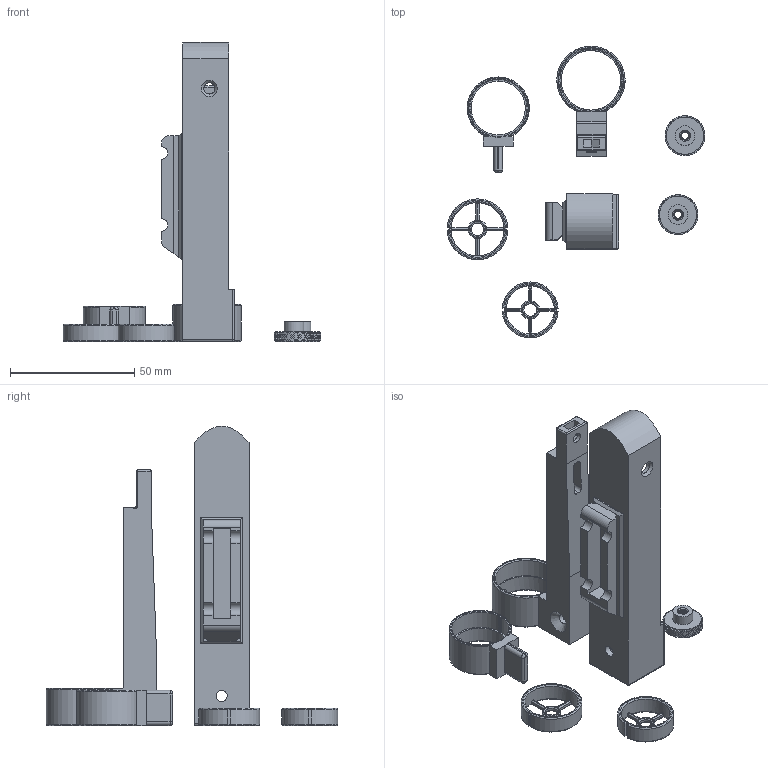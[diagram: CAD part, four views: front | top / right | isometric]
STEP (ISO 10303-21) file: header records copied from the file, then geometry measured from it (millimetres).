
FILE_DESCRIPTION(/* description */ ('STEP AP242','CAx-IF Rec.Pracs.---Representation and Presentation of Product Manufacturing Information (PMI)---4.0---2014-10-13','CAx-IF Rec.Pracs.---3D Tessellated Geometry---0.4---2014-09-14','2;1'),/* implementation_level */ '2;1');
FILE_NAME(/* name */ '64e926696bb3ee0d966f2859',/* time_stamp */ '2023-08-25T22:08:43Z',/* author */ (''),/* organization */ (''),/* preprocessor_version */ 'ST-DEVELOPER v19.4',/* originating_system */ ' ',/* authorisation */ ' ');
FILE_SCHEMA (('AP242_MANAGED_MODEL_BASED_3D_ENGINEERING_MIM_LF { 1 0 10303 442 1 1 4 }'));
Length unit declared in the file: metre
Products named in the file (7): rear sight; front sight; rear loop; knob 2; knob 1; inside; outside
Bounding box: 103.82 x 117.48 x 120.57 mm (x, y, z)
Volume: 43835 mm3; surface area: 32834 mm2
Topology: 7 solids, 7 shells, 787 faces, 2093 edges, 1336 vertices
Faces by surface type: bspline 398, cylinder 169, plane 146, torus 64, cone 6, sphere 4
Full cylindrical faces by diameter (mm): 4 x4, 4.5 x4, 5 x2, 8 x2, 15 x2, 19.5 x1, 21.5 x1, 21.75 x1, 24 x1
Entity records: 31598 total; most frequent: CARTESIAN_POINT 15768, ORIENTED_EDGE 4064, EDGE_CURVE 2032, DIRECTION 1774, VERTEX_POINT 1317, B_SPLINE_CURVE_WITH_KNOTS 1307, EDGE_LOOP 887, FACE_BOUND 887
